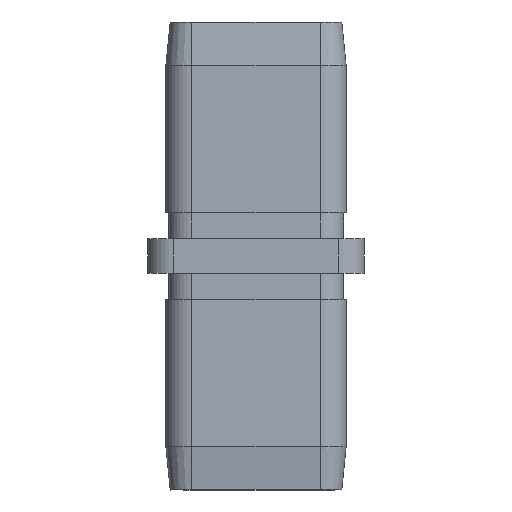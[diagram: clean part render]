
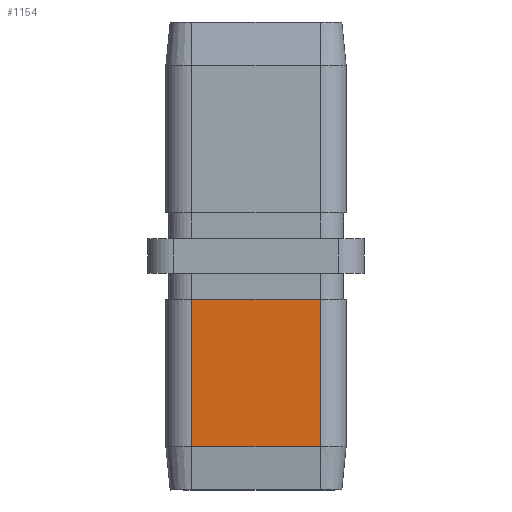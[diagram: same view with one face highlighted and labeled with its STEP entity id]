
A CAD part, left-side view. The second image highlights one B-rep face of the part: STEP entity #1154.
In plain terms, the highlighted planar face has unit normal (-1, 0, 0).
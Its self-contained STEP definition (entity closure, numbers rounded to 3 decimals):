
#849 = DIRECTION ( 'NONE',  ( 1., 0., 0. ) ) ;
#942 = VECTOR ( 'NONE', #15914, 1000. ) ;
#1154 = ADVANCED_FACE ( 'NONE', ( #10217 ), #21376, .F. ) ;
#1229 = CARTESIAN_POINT ( 'NONE',  ( -10.4, 7.4, -22. ) ) ;
#1606 = DIRECTION ( 'NONE',  ( 0., 0., 1. ) ) ;
#2641 = EDGE_CURVE ( 'NONE', #15358, #5706, #12934, .T. ) ;
#2833 = EDGE_CURVE ( 'NONE', #12209, #7352, #12650, .T. ) ;
#3094 = ORIENTED_EDGE ( 'NONE', *, *, #2833, .T. ) ;
#3829 = CARTESIAN_POINT ( 'NONE',  ( -10.4, -7.4, -5. ) ) ;
#4417 = DIRECTION ( 'NONE',  ( 0., 1., 0. ) ) ;
#5706 = VERTEX_POINT ( 'NONE', #1229 ) ;
#6695 = EDGE_LOOP ( 'NONE', ( #18952, #8537, #3094, #8665 ) ) ;
#7220 = LINE ( 'NONE', #9365, #19791 ) ;
#7352 = VERTEX_POINT ( 'NONE', #12528 ) ;
#8537 = ORIENTED_EDGE ( 'NONE', *, *, #21989, .T. ) ;
#8665 = ORIENTED_EDGE ( 'NONE', *, *, #18613, .T. ) ;
#9365 = CARTESIAN_POINT ( 'NONE',  ( -10.4, -7.4, 27. ) ) ;
#9467 = LINE ( 'NONE', #9839, #942 ) ;
#9839 = CARTESIAN_POINT ( 'NONE',  ( -10.4, 7.4, 27. ) ) ;
#9892 = CARTESIAN_POINT ( 'NONE',  ( -10.4, -7.4, -22. ) ) ;
#10217 = FACE_OUTER_BOUND ( 'NONE', #6695, .T. ) ;
#10299 = DIRECTION ( 'NONE',  ( 0., 0., -1. ) ) ;
#12026 = VECTOR ( 'NONE', #24570, 1000. ) ;
#12209 = VERTEX_POINT ( 'NONE', #3829 ) ;
#12261 = AXIS2_PLACEMENT_3D ( 'NONE', #20240, #849, #10299 ) ;
#12528 = CARTESIAN_POINT ( 'NONE',  ( -10.4, 7.4, -5. ) ) ;
#12650 = LINE ( 'NONE', #18798, #12026 ) ;
#12934 = LINE ( 'NONE', #9892, #25231 ) ;
#15358 = VERTEX_POINT ( 'NONE', #24722 ) ;
#15914 = DIRECTION ( 'NONE',  ( 0., 0., -1. ) ) ;
#18613 = EDGE_CURVE ( 'NONE', #7352, #5706, #9467, .T. ) ;
#18798 = CARTESIAN_POINT ( 'NONE',  ( -10.4, -7.4, -5. ) ) ;
#18952 = ORIENTED_EDGE ( 'NONE', *, *, #2641, .F. ) ;
#19791 = VECTOR ( 'NONE', #1606, 1000. ) ;
#20240 = CARTESIAN_POINT ( 'NONE',  ( -10.4, -10.4, 27. ) ) ;
#21376 = PLANE ( 'NONE',  #12261 ) ;
#21989 = EDGE_CURVE ( 'NONE', #15358, #12209, #7220, .T. ) ;
#24570 = DIRECTION ( 'NONE',  ( 0., 1., 0. ) ) ;
#24722 = CARTESIAN_POINT ( 'NONE',  ( -10.4, -7.4, -22. ) ) ;
#25231 = VECTOR ( 'NONE', #4417, 1000. ) ;
